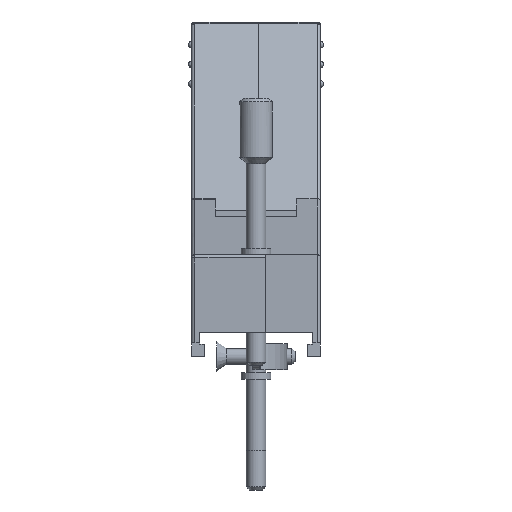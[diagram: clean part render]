
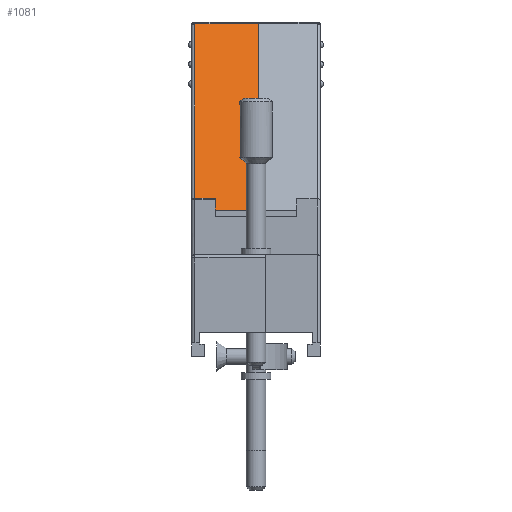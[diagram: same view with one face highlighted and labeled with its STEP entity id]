
A CAD part, left-side view. The second image highlights one B-rep face of the part: STEP entity #1081.
In plain terms, the highlighted planar face has unit normal (-0.897, 0, 0.442).
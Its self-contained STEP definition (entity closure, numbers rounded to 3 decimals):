
#1081 = ADVANCED_FACE( '', ( #2179 ), #2180, .T. );
#2179 = FACE_OUTER_BOUND( '', #2904, .T. );
#2180 = PLANE( '', #2905 );
#2904 = EDGE_LOOP( '', ( #4017, #4018, #4019, #4020, #4021, #4022 ) );
#2905 = AXIS2_PLACEMENT_3D( '', #4023, #4024, #4025 );
#4017 = ORIENTED_EDGE( '', *, *, #5934, .T. );
#4018 = ORIENTED_EDGE( '', *, *, #5935, .F. );
#4019 = ORIENTED_EDGE( '', *, *, #5936, .F. );
#4020 = ORIENTED_EDGE( '', *, *, #5862, .T. );
#4021 = ORIENTED_EDGE( '', *, *, #5937, .T. );
#4022 = ORIENTED_EDGE( '', *, *, #5938, .T. );
#4023 = CARTESIAN_POINT( '', ( -27.9, -0.4, 24.224 ) );
#4024 = DIRECTION( '', ( -0.897, 0., 0.442 ) );
#4025 = DIRECTION( '', ( 0.442, 0., 0.897 ) );
#5862 = EDGE_CURVE( '', #6705, #6703, #6706, .T. );
#5934 = EDGE_CURVE( '', #6830, #6831, #6832, .F. );
#5935 = EDGE_CURVE( '', #6833, #6831, #6834, .T. );
#5936 = EDGE_CURVE( '', #6705, #6833, #6835, .T. );
#5937 = EDGE_CURVE( '', #6703, #6836, #6837, .T. );
#5938 = EDGE_CURVE( '', #6836, #6830, #6838, .F. );
#6703 = VERTEX_POINT( '', #7451 );
#6705 = VERTEX_POINT( '', #7453 );
#6706 = LINE( '', #7454, #7455 );
#6830 = VERTEX_POINT( '', #7645 );
#6831 = VERTEX_POINT( '', #7646 );
#6832 = LINE( '', #7647, #7648 );
#6833 = VERTEX_POINT( '', #7649 );
#6834 = LINE( '', #7650, #7651 );
#6835 = LINE( '', #7652, #7653 );
#6836 = VERTEX_POINT( '', #7654 );
#6837 = LINE( '', #7655, #7656 );
#6838 = LINE( '', #7657, #7658 );
#7451 = CARTESIAN_POINT( '', ( -14.638, -0.4, 51.121 ) );
#7453 = CARTESIAN_POINT( '', ( -28.75, -0.4, 22.5 ) );
#7454 = CARTESIAN_POINT( '', ( -27.9, -0.4, 24.224 ) );
#7455 = VECTOR( '', #8292, 1000. );
#7645 = CARTESIAN_POINT( '', ( -27.848, 9.4, 24.328 ) );
#7646 = CARTESIAN_POINT( '', ( -27.848, 6.25, 24.328 ) );
#7647 = CARTESIAN_POINT( '', ( -27.848, -0.4, 24.328 ) );
#7648 = VECTOR( '', #8374, 1000. );
#7649 = CARTESIAN_POINT( '', ( -28.75, 6.25, 22.5 ) );
#7650 = CARTESIAN_POINT( '', ( -28.75, 6.25, 22.5 ) );
#7651 = VECTOR( '', #8375, 1000. );
#7652 = CARTESIAN_POINT( '', ( -28.75, -0.4, 22.5 ) );
#7653 = VECTOR( '', #8376, 1000. );
#7654 = CARTESIAN_POINT( '', ( -14.638, 9.4, 51.121 ) );
#7655 = CARTESIAN_POINT( '', ( -14.638, -0.4, 51.121 ) );
#7656 = VECTOR( '', #8377, 1000. );
#7657 = CARTESIAN_POINT( '', ( -27.9, 9.4, 24.224 ) );
#7658 = VECTOR( '', #8378, 1000. );
#8292 = DIRECTION( '', ( 0.442, 0., 0.897 ) );
#8374 = DIRECTION( '', ( 0., 1., 0. ) );
#8375 = DIRECTION( '', ( 0.442, 0., 0.897 ) );
#8376 = DIRECTION( '', ( 0., 1., 0. ) );
#8377 = DIRECTION( '', ( 0., 1., 0. ) );
#8378 = DIRECTION( '', ( 0.442, 0., 0.897 ) );
